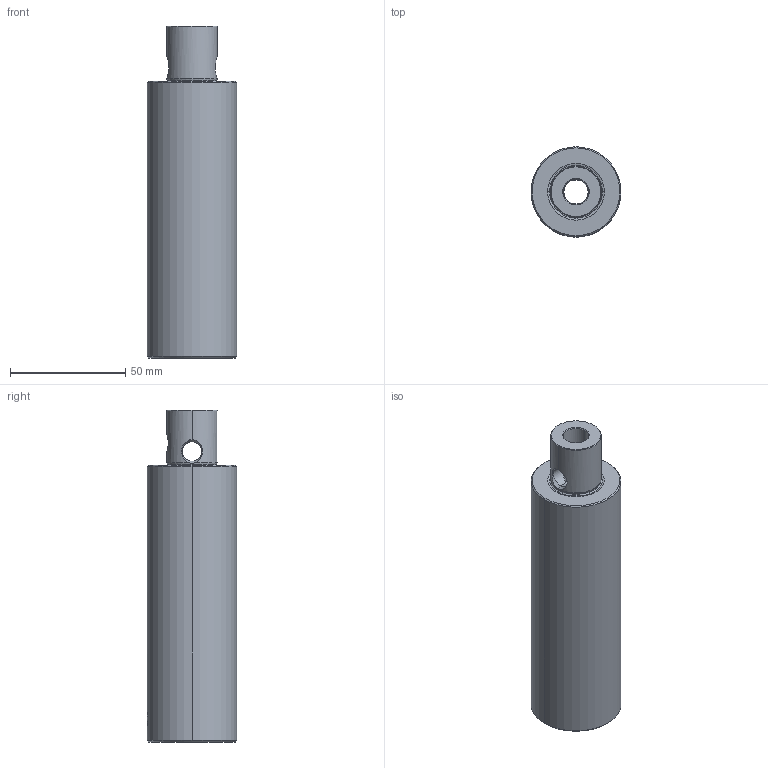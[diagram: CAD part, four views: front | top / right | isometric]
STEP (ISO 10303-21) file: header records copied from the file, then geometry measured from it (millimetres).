
FILE_DESCRIPTION(('no description'),'unknown implementation level');
FILE_NAME('875F73C0-A24F-4567-AE69-A565F2A3EF0E_export.stp',' ',('CIMSOURCE GmbH'),('CADClick - KiM GmbH - www.kimweb.de'),'unknown preprocess','ACIS','unknown authorization');
FILE_SCHEMA(('automotive_design'));
Length unit declared in the file: millimetre
Products named in the file (2): 389.365 Kaiser Verl�ngerung CKB4 x CKB4 x 120SD|690.434 Kaiser ETL M8 X 11 CK4;Schnitt-Linear austragen2; 389.365 Kaiser Verl�ngerung CKB4 x CKB4 x 120SD|389.365 Kaiser Verl�ngerung CKB4 x CKB4 x 120SD.SLDDRW;Schnitt-Rotation1
Bounding box: 39 x 39 x 144 mm (x, y, z)
Volume: 130271 mm3; surface area: 24879.2 mm2
Topology: 2 solids, 2 shells, 101 faces, 246 edges, 145 vertices
Faces by surface type: cone 42, cylinder 28, plane 27, torus 4
Entity records: 6289 total; most frequent: CARTESIAN_POINT 1113, DIRECTION 518, STYLED_ITEM 492, PRESENTATION_STYLE_ASSIGNMENT 492, COLOUR_RGB 492, ORIENTED_EDGE 488, EDGE_CURVE 244, CURVE_STYLE 244
